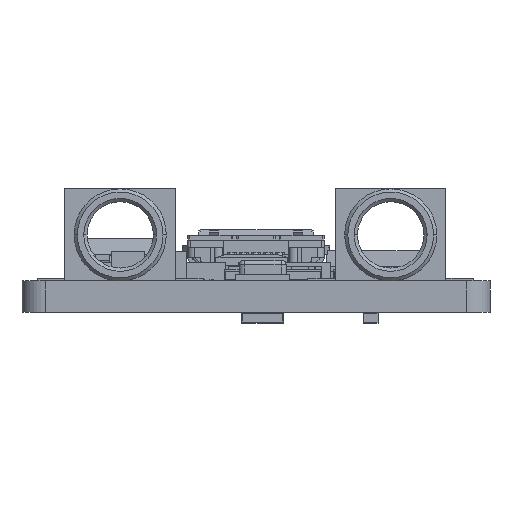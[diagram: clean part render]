
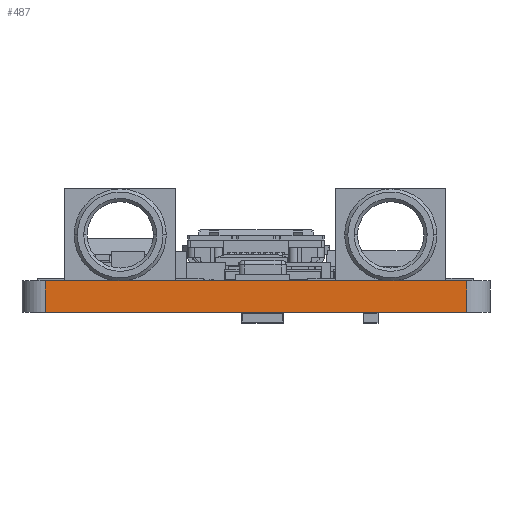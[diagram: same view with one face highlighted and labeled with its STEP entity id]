
A CAD part, front view. The second image highlights one B-rep face of the part: STEP entity #487.
In plain terms, the highlighted planar face has unit normal (0, -1, 0).
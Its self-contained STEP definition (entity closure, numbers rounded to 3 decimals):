
#257 = EDGE_CURVE('',#258,#260,#262,.T.);
#258 = VERTEX_POINT('',#259);
#259 = CARTESIAN_POINT('',(1.27,7.722,0.));
#260 = VERTEX_POINT('',#261);
#261 = CARTESIAN_POINT('',(1.27,7.722,1.691));
#262 = LINE('',#263,#264);
#263 = CARTESIAN_POINT('',(1.27,7.722,0.));
#264 = VECTOR('',#265,1.);
#265 = DIRECTION('',(0.,0.,1.));
#460 = VERTEX_POINT('',#461);
#461 = CARTESIAN_POINT('',(24.13,7.722,1.691));
#468 = EDGE_CURVE('',#469,#460,#471,.T.);
#469 = VERTEX_POINT('',#470);
#470 = CARTESIAN_POINT('',(24.13,7.722,0.));
#471 = LINE('',#472,#473);
#472 = CARTESIAN_POINT('',(24.13,7.722,0.));
#473 = VECTOR('',#474,1.);
#474 = DIRECTION('',(0.,0.,1.));
#487 = ADVANCED_FACE('',(#488),#504,.T.);
#488 = FACE_BOUND('',#489,.T.);
#489 = EDGE_LOOP('',(#490,#491,#497,#498));
#490 = ORIENTED_EDGE('',*,*,#468,.T.);
#491 = ORIENTED_EDGE('',*,*,#492,.T.);
#492 = EDGE_CURVE('',#460,#260,#493,.T.);
#493 = LINE('',#494,#495);
#494 = CARTESIAN_POINT('',(24.13,7.722,1.691));
#495 = VECTOR('',#496,1.);
#496 = DIRECTION('',(-1.,0.,0.));
#497 = ORIENTED_EDGE('',*,*,#257,.F.);
#498 = ORIENTED_EDGE('',*,*,#499,.F.);
#499 = EDGE_CURVE('',#469,#258,#500,.T.);
#500 = LINE('',#501,#502);
#501 = CARTESIAN_POINT('',(24.13,7.722,0.));
#502 = VECTOR('',#503,1.);
#503 = DIRECTION('',(-1.,0.,0.));
#504 = PLANE('',#505);
#505 = AXIS2_PLACEMENT_3D('',#506,#507,#508);
#506 = CARTESIAN_POINT('',(24.13,7.722,0.));
#507 = DIRECTION('',(0.,-1.,0.));
#508 = DIRECTION('',(-1.,0.,0.));
